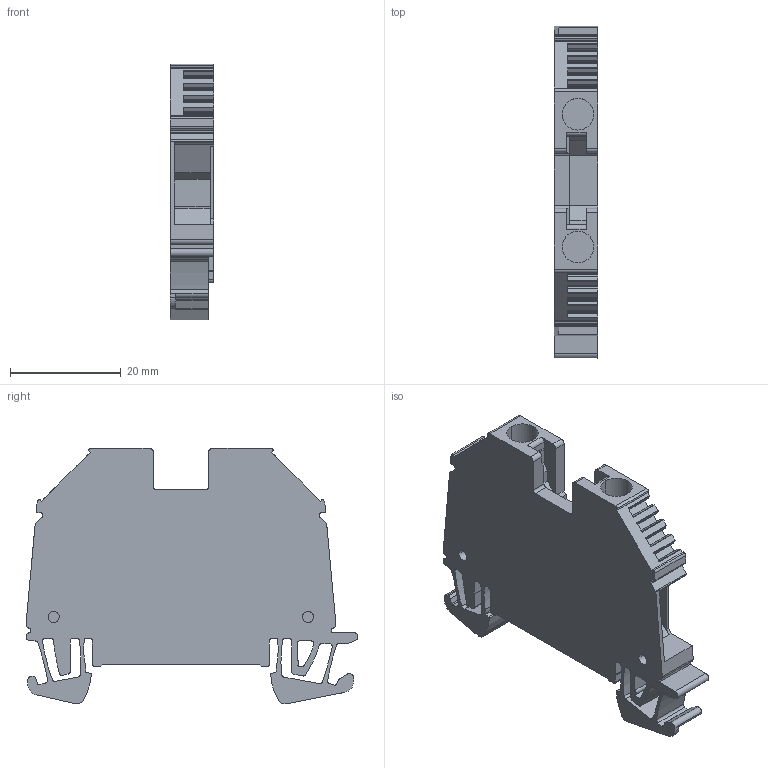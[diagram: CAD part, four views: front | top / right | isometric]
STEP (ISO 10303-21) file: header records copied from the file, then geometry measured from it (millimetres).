
FILE_DESCRIPTION(('CATIA V5 STEP Exchange','CAx-IF Rec.Pracs.--- Model Styling and Organization---1.4--- 2014-01-23'),'2;1');
FILE_NAME ('D1465094_0', '2020-04-30T07:01:03+00:00', ('none'), ('Weidmueller'), 'CATIA Version 5-6 Release 2016 SP3 HF44', 'CATIA V5 STEP AP214', 'none');
FILE_SCHEMA(('AUTOMOTIVE_DESIGN { 1 0 10303 214 1 1 1 1 }'));
Length unit declared in the file: millimetre
Products named in the file (1): 9537460000_WDU_6_SL
Bounding box: 7.9 x 60 x 46.25 mm (x, y, z)
Volume: 12580 mm3; surface area: 7564.1 mm2
Topology: 1 solids, 1 shells, 345 faces, 1106 edges, 767 vertices
Faces by surface type: plane 222, cylinder 111, extrusion 12
Entity records: 12497 total; most frequent: CARTESIAN_POINT 2532, ORIENTED_EDGE 2212, DIRECTION 1657, EDGE_CURVE 1106, VECTOR 870, LINE 858, VERTEX_POINT 767, AXIS2_PLACEMENT_3D 503
